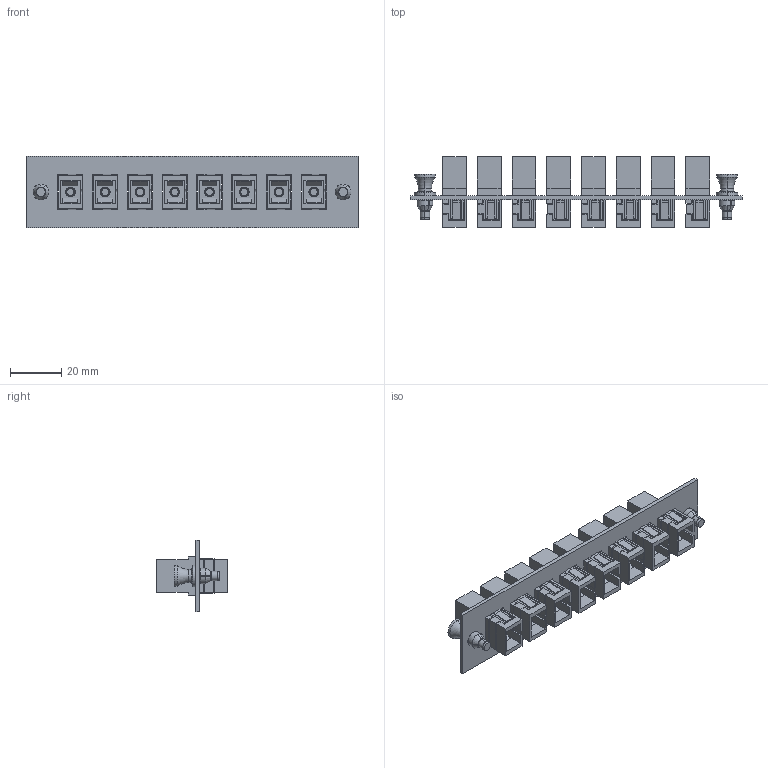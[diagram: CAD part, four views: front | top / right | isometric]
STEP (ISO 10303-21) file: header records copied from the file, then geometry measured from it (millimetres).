
FILE_DESCRIPTION (( 'STEP AP214' ), '1' );
FILE_NAME ('FSP-SCA8-GRN-SMCR.STEP', '2021-01-05T18:16:08', ( '' ), ( '' ), 'SwSTEP 2.0', 'SolidWorks 2018', '' );
FILE_SCHEMA (( 'AUTOMOTIVE_DESIGN' ));
Length unit declared in the file: inch
Products named in the file (7): HDWR-HN4P-42-4-1; FSP-SCA8-GRN-SMCR; FSP-SC8-0-BNK; FOA-911_green^FOA-911_SCAPC SM CERAMIC GREEN_FSP-SCA8-GRN-SMCR; FSP-SC8-0-BNK-PANEL; HDWR-HN4G-42-1; FOA-911_SCAPC SM CERAMIC GREEN^FSP-SCA8-GRN-SMCR
Assembly tree (15 placements, depth 3):
  FSP-SCA8-GRN-SMCR
    FSP-SC8-0-BNK
      FSP-SC8-0-BNK-PANEL
      HDWR-HN4G-42-1  x2
      HDWR-HN4P-42-4-1  x2
    FOA-911_SCAPC SM CERAMIC GREEN^FSP-SCA8-GRN-SMCR  x8
      FOA-911_green^FOA-911_SCAPC SM CERAMIC GREEN_FSP-SCA8-GRN-SMCR
Bounding box: 129.54 x 27.43 x 27.94 mm (x, y, z)
Volume: 17590.7 mm3; surface area: 33265.9 mm2
Topology: 13 solids, 13 shells, 1214 faces, 3226 edges, 2106 vertices
Faces by surface type: plane 1002, cylinder 124, cone 84, torus 4
Entity records: 7957 total; most frequent: CARTESIAN_POINT 1248, ORIENTED_EDGE 1186, DIRECTION 1170, EDGE_CURVE 593, LINE 496, VECTOR 496, VERTEX_POINT 385, AXIS2_PLACEMENT_3D 337
